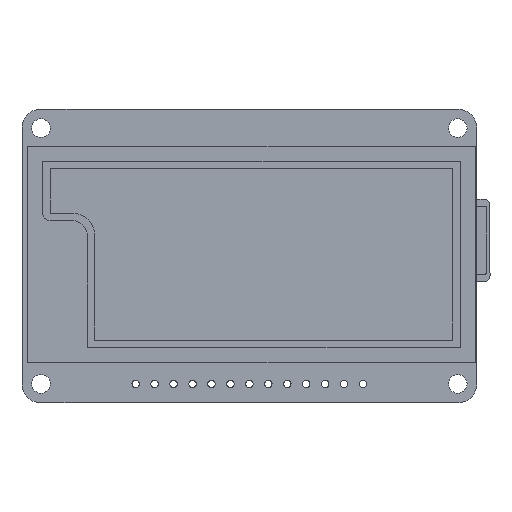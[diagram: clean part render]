
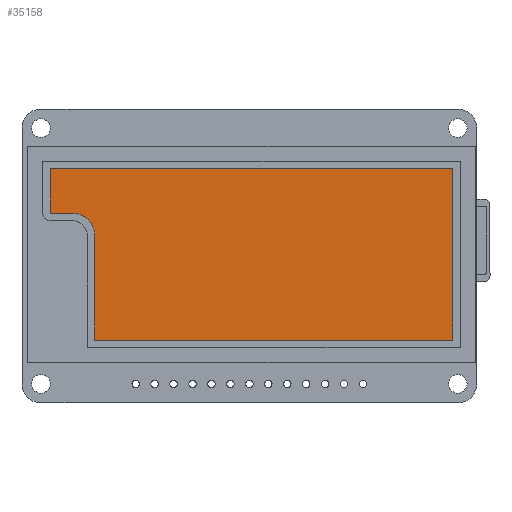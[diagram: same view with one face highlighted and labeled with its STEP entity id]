
A CAD part, front view. The second image highlights one B-rep face of the part: STEP entity #35158.
In plain terms, the highlighted face is planar.
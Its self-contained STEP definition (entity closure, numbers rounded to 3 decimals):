
#1412=PLANE('',#37744);
#3096=FACE_OUTER_BOUND('',#5098,.T.);
#5098=EDGE_LOOP('',(#29972,#29973,#29974,#29975,#29976,#29977,#29978));
#8526=LINE('',#55118,#12638);
#8529=LINE('',#55124,#12641);
#8532=LINE('',#55130,#12644);
#8535=LINE('',#55136,#12647);
#8538=LINE('',#55142,#12650);
#8541=LINE('',#55146,#12653);
#12638=VECTOR('',#45218,10.);
#12641=VECTOR('',#45223,10.);
#12644=VECTOR('',#45228,10.);
#12647=VECTOR('',#45233,10.);
#12650=VECTOR('',#45238,10.);
#12653=VECTOR('',#45243,10.);
#14470=CIRCLE('',#37737,3.);
#16986=VERTEX_POINT('',#55109);
#16987=VERTEX_POINT('',#55111);
#16989=VERTEX_POINT('',#55117);
#16991=VERTEX_POINT('',#55123);
#16993=VERTEX_POINT('',#55129);
#16995=VERTEX_POINT('',#55135);
#16997=VERTEX_POINT('',#55141);
#21461=EDGE_CURVE('',#16987,#16986,#14470,.T.);
#21464=EDGE_CURVE('',#16989,#16987,#8526,.T.);
#21467=EDGE_CURVE('',#16991,#16989,#8529,.T.);
#21470=EDGE_CURVE('',#16993,#16991,#8532,.T.);
#21473=EDGE_CURVE('',#16995,#16993,#8535,.T.);
#21476=EDGE_CURVE('',#16997,#16995,#8538,.T.);
#21479=EDGE_CURVE('',#16986,#16997,#8541,.T.);
#29972=ORIENTED_EDGE('',*,*,#21479,.T.);
#29973=ORIENTED_EDGE('',*,*,#21476,.T.);
#29974=ORIENTED_EDGE('',*,*,#21473,.T.);
#29975=ORIENTED_EDGE('',*,*,#21470,.T.);
#29976=ORIENTED_EDGE('',*,*,#21467,.T.);
#29977=ORIENTED_EDGE('',*,*,#21464,.T.);
#29978=ORIENTED_EDGE('',*,*,#21461,.T.);
#35158=ADVANCED_FACE('',(#3096),#1412,.T.);
#37737=AXIS2_PLACEMENT_3D('',#55112,#45212,#45213);
#37744=AXIS2_PLACEMENT_3D('',#55147,#45244,#45245);
#45212=DIRECTION('center_axis',(0.,0.,-1.));
#45213=DIRECTION('ref_axis',(1.,0.,0.));
#45218=DIRECTION('',(1.,0.,0.));
#45223=DIRECTION('',(0.,-1.,0.));
#45228=DIRECTION('',(-1.,0.,0.));
#45233=DIRECTION('',(0.,1.,0.));
#45238=DIRECTION('',(1.,0.,0.));
#45243=DIRECTION('',(0.,-1.,0.));
#45244=DIRECTION('center_axis',(0.,0.,1.));
#45245=DIRECTION('ref_axis',(-1.,0.,0.));
#55109=CARTESIAN_POINT('',(9.,-12.,1.4));
#55111=CARTESIAN_POINT('',(6.,-9.,1.4));
#55112=CARTESIAN_POINT('Origin',(6.,-12.,1.4));
#55117=CARTESIAN_POINT('',(3.,-9.,1.4));
#55118=CARTESIAN_POINT('',(3.,-9.,1.4));
#55123=CARTESIAN_POINT('',(3.,-3.,1.4));
#55124=CARTESIAN_POINT('',(3.,-3.,1.4));
#55129=CARTESIAN_POINT('',(57.,-3.,1.4));
#55130=CARTESIAN_POINT('',(57.,-3.,1.4));
#55135=CARTESIAN_POINT('',(57.,-26.,1.4));
#55136=CARTESIAN_POINT('',(57.,-26.,1.4));
#55141=CARTESIAN_POINT('',(9.,-26.,1.4));
#55142=CARTESIAN_POINT('',(9.,-26.,1.4));
#55146=CARTESIAN_POINT('',(9.,-12.,1.4));
#55147=CARTESIAN_POINT('Origin',(30.,-14.5,1.4));
